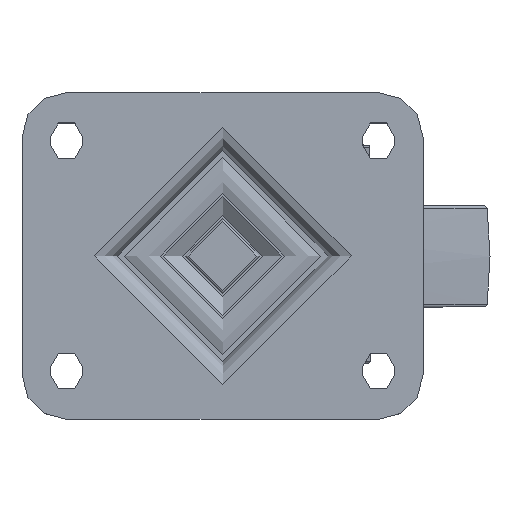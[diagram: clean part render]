
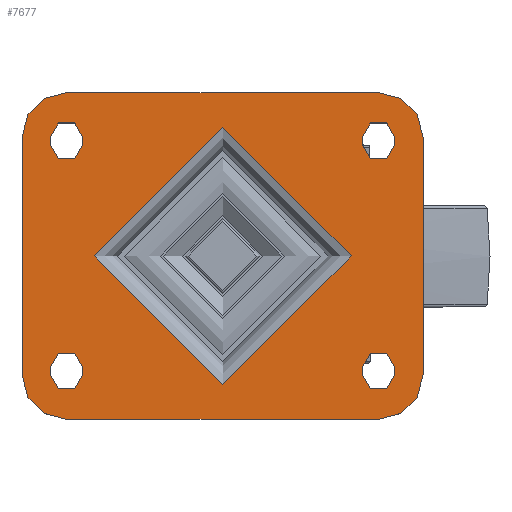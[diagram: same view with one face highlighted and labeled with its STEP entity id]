
A CAD part, top view. The second image highlights one B-rep face of the part: STEP entity #7677.
In plain terms, the highlighted planar face has unit normal (0, 0, 1).
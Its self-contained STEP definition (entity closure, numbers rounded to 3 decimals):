
#448=FACE_BOUND('',#1304,.T.);
#449=FACE_BOUND('',#1305,.T.);
#450=FACE_BOUND('',#1306,.T.);
#451=FACE_BOUND('',#1307,.T.);
#452=FACE_BOUND('',#1308,.T.);
#511=PLANE('',#8373);
#830=FACE_OUTER_BOUND('',#1303,.T.);
#1303=EDGE_LOOP('',(#5355,#5356,#5357,#5358,#5359,#5360,#5361,#5362));
#1304=EDGE_LOOP('',(#5363,#5364,#5365,#5366));
#1305=EDGE_LOOP('',(#5367,#5368,#5369,#5370));
#1306=EDGE_LOOP('',(#5371,#5372,#5373,#5374));
#1307=EDGE_LOOP('',(#5375,#5376,#5377,#5378));
#1308=EDGE_LOOP('',(#5379));
#1844=LINE('',#11548,#2458);
#1845=LINE('',#11552,#2459);
#1846=LINE('',#11556,#2460);
#1847=LINE('',#11559,#2461);
#1848=LINE('',#11562,#2462);
#1849=LINE('',#11566,#2463);
#1850=LINE('',#11570,#2464);
#1851=LINE('',#11574,#2465);
#1852=LINE('',#11578,#2466);
#1853=LINE('',#11582,#2467);
#1854=LINE('',#11586,#2468);
#1855=LINE('',#11590,#2469);
#2458=VECTOR('',#9319,1000.);
#2459=VECTOR('',#9322,1000.);
#2460=VECTOR('',#9325,1000.);
#2461=VECTOR('',#9328,1000.);
#2462=VECTOR('',#9329,1000.);
#2463=VECTOR('',#9332,1000.);
#2464=VECTOR('',#9335,1000.);
#2465=VECTOR('',#9338,1000.);
#2466=VECTOR('',#9341,1000.);
#2467=VECTOR('',#9344,1000.);
#2468=VECTOR('',#9347,1000.);
#2469=VECTOR('',#9350,1000.);
#3073=CIRCLE('',#8342,43.246);
#3096=CIRCLE('',#8374,15.);
#3097=CIRCLE('',#8375,15.);
#3098=CIRCLE('',#8376,15.);
#3099=CIRCLE('',#8377,15.);
#3100=CIRCLE('',#8378,5.5);
#3101=CIRCLE('',#8379,5.5);
#3102=CIRCLE('',#8380,5.5);
#3103=CIRCLE('',#8381,5.5);
#3104=CIRCLE('',#8382,5.5);
#3105=CIRCLE('',#8383,5.5);
#3106=CIRCLE('',#8384,5.5);
#3107=CIRCLE('',#8385,5.5);
#3407=VERTEX_POINT('',#11465);
#3439=VERTEX_POINT('',#11544);
#3440=VERTEX_POINT('',#11545);
#3441=VERTEX_POINT('',#11547);
#3442=VERTEX_POINT('',#11549);
#3443=VERTEX_POINT('',#11551);
#3444=VERTEX_POINT('',#11553);
#3445=VERTEX_POINT('',#11555);
#3446=VERTEX_POINT('',#11557);
#3447=VERTEX_POINT('',#11560);
#3448=VERTEX_POINT('',#11561);
#3449=VERTEX_POINT('',#11563);
#3450=VERTEX_POINT('',#11565);
#3451=VERTEX_POINT('',#11568);
#3452=VERTEX_POINT('',#11569);
#3453=VERTEX_POINT('',#11571);
#3454=VERTEX_POINT('',#11573);
#3455=VERTEX_POINT('',#11576);
#3456=VERTEX_POINT('',#11577);
#3457=VERTEX_POINT('',#11579);
#3458=VERTEX_POINT('',#11581);
#3459=VERTEX_POINT('',#11584);
#3460=VERTEX_POINT('',#11585);
#3461=VERTEX_POINT('',#11587);
#3462=VERTEX_POINT('',#11589);
#4144=EDGE_CURVE('',#3407,#3407,#3073,.T.);
#4181=EDGE_CURVE('',#3439,#3440,#3096,.T.);
#4182=EDGE_CURVE('',#3441,#3440,#1844,.T.);
#4183=EDGE_CURVE('',#3442,#3441,#3097,.T.);
#4184=EDGE_CURVE('',#3443,#3442,#1845,.T.);
#4185=EDGE_CURVE('',#3444,#3443,#3098,.T.);
#4186=EDGE_CURVE('',#3445,#3444,#1846,.T.);
#4187=EDGE_CURVE('',#3445,#3446,#3099,.T.);
#4188=EDGE_CURVE('',#3439,#3446,#1847,.T.);
#4189=EDGE_CURVE('',#3447,#3448,#1848,.T.);
#4190=EDGE_CURVE('',#3448,#3449,#3100,.T.);
#4191=EDGE_CURVE('',#3449,#3450,#1849,.T.);
#4192=EDGE_CURVE('',#3450,#3447,#3101,.T.);
#4193=EDGE_CURVE('',#3451,#3452,#1850,.T.);
#4194=EDGE_CURVE('',#3452,#3453,#3102,.T.);
#4195=EDGE_CURVE('',#3453,#3454,#1851,.T.);
#4196=EDGE_CURVE('',#3454,#3451,#3103,.T.);
#4197=EDGE_CURVE('',#3455,#3456,#1852,.T.);
#4198=EDGE_CURVE('',#3456,#3457,#3104,.T.);
#4199=EDGE_CURVE('',#3457,#3458,#1853,.T.);
#4200=EDGE_CURVE('',#3458,#3455,#3105,.T.);
#4201=EDGE_CURVE('',#3459,#3460,#1854,.T.);
#4202=EDGE_CURVE('',#3460,#3461,#3106,.T.);
#4203=EDGE_CURVE('',#3461,#3462,#1855,.T.);
#4204=EDGE_CURVE('',#3462,#3459,#3107,.T.);
#5355=ORIENTED_EDGE('',*,*,#4181,.T.);
#5356=ORIENTED_EDGE('',*,*,#4182,.F.);
#5357=ORIENTED_EDGE('',*,*,#4183,.F.);
#5358=ORIENTED_EDGE('',*,*,#4184,.F.);
#5359=ORIENTED_EDGE('',*,*,#4185,.F.);
#5360=ORIENTED_EDGE('',*,*,#4186,.F.);
#5361=ORIENTED_EDGE('',*,*,#4187,.T.);
#5362=ORIENTED_EDGE('',*,*,#4188,.F.);
#5363=ORIENTED_EDGE('',*,*,#4189,.T.);
#5364=ORIENTED_EDGE('',*,*,#4190,.T.);
#5365=ORIENTED_EDGE('',*,*,#4191,.T.);
#5366=ORIENTED_EDGE('',*,*,#4192,.T.);
#5367=ORIENTED_EDGE('',*,*,#4193,.T.);
#5368=ORIENTED_EDGE('',*,*,#4194,.T.);
#5369=ORIENTED_EDGE('',*,*,#4195,.T.);
#5370=ORIENTED_EDGE('',*,*,#4196,.T.);
#5371=ORIENTED_EDGE('',*,*,#4197,.T.);
#5372=ORIENTED_EDGE('',*,*,#4198,.T.);
#5373=ORIENTED_EDGE('',*,*,#4199,.T.);
#5374=ORIENTED_EDGE('',*,*,#4200,.T.);
#5375=ORIENTED_EDGE('',*,*,#4201,.T.);
#5376=ORIENTED_EDGE('',*,*,#4202,.T.);
#5377=ORIENTED_EDGE('',*,*,#4203,.T.);
#5378=ORIENTED_EDGE('',*,*,#4204,.T.);
#5379=ORIENTED_EDGE('',*,*,#4144,.F.);
#7677=ADVANCED_FACE('',(#830,#448,#449,#450,#451,#452),#511,.T.);
#8342=AXIS2_PLACEMENT_3D('',#11467,#9239,#9240);
#8373=AXIS2_PLACEMENT_3D('',#11543,#9315,#9316);
#8374=AXIS2_PLACEMENT_3D('',#11546,#9317,#9318);
#8375=AXIS2_PLACEMENT_3D('',#11550,#9320,#9321);
#8376=AXIS2_PLACEMENT_3D('',#11554,#9323,#9324);
#8377=AXIS2_PLACEMENT_3D('',#11558,#9326,#9327);
#8378=AXIS2_PLACEMENT_3D('',#11564,#9330,#9331);
#8379=AXIS2_PLACEMENT_3D('',#11567,#9333,#9334);
#8380=AXIS2_PLACEMENT_3D('',#11572,#9336,#9337);
#8381=AXIS2_PLACEMENT_3D('',#11575,#9339,#9340);
#8382=AXIS2_PLACEMENT_3D('',#11580,#9342,#9343);
#8383=AXIS2_PLACEMENT_3D('',#11583,#9345,#9346);
#8384=AXIS2_PLACEMENT_3D('',#11588,#9348,#9349);
#8385=AXIS2_PLACEMENT_3D('',#11591,#9351,#9352);
#9239=DIRECTION('center_axis',(0.,0.,1.));
#9240=DIRECTION('ref_axis',(-1.,0.,0.));
#9315=DIRECTION('center_axis',(0.,0.,1.));
#9316=DIRECTION('ref_axis',(1.,0.,0.));
#9317=DIRECTION('center_axis',(0.,0.,1.));
#9318=DIRECTION('ref_axis',(-1.,0.,0.));
#9319=DIRECTION('',(-1.,0.,0.));
#9320=DIRECTION('center_axis',(0.,0.,-1.));
#9321=DIRECTION('ref_axis',(1.,0.,0.));
#9322=DIRECTION('',(0.,-1.,0.));
#9323=DIRECTION('center_axis',(0.,0.,-1.));
#9324=DIRECTION('ref_axis',(0.,1.,0.));
#9325=DIRECTION('',(1.,0.,0.));
#9326=DIRECTION('center_axis',(0.,0.,1.));
#9327=DIRECTION('ref_axis',(0.,1.,0.));
#9328=DIRECTION('',(0.,1.,0.));
#9329=DIRECTION('',(0.,-1.,0.));
#9330=DIRECTION('center_axis',(0.,0.,-1.));
#9331=DIRECTION('ref_axis',(1.,0.,0.));
#9332=DIRECTION('',(0.,1.,0.));
#9333=DIRECTION('center_axis',(0.,0.,-1.));
#9334=DIRECTION('ref_axis',(1.,0.,0.));
#9335=DIRECTION('',(0.,1.,0.));
#9336=DIRECTION('center_axis',(0.,0.,-1.));
#9337=DIRECTION('ref_axis',(1.,0.,0.));
#9338=DIRECTION('',(0.,-1.,0.));
#9339=DIRECTION('center_axis',(0.,0.,-1.));
#9340=DIRECTION('ref_axis',(1.,0.,0.));
#9341=DIRECTION('',(0.,-1.,0.));
#9342=DIRECTION('center_axis',(0.,0.,-1.));
#9343=DIRECTION('ref_axis',(-1.,0.,0.));
#9344=DIRECTION('',(0.,1.,0.));
#9345=DIRECTION('center_axis',(0.,0.,-1.));
#9346=DIRECTION('ref_axis',(-1.,0.,0.));
#9347=DIRECTION('',(0.,1.,0.));
#9348=DIRECTION('center_axis',(0.,0.,-1.));
#9349=DIRECTION('ref_axis',(-1.,0.,0.));
#9350=DIRECTION('',(0.,-1.,0.));
#9351=DIRECTION('center_axis',(0.,0.,-1.));
#9352=DIRECTION('ref_axis',(-1.,0.,0.));
#11465=CARTESIAN_POINT('',(43.246,0.,0.));
#11467=CARTESIAN_POINT('Origin',(0.,0.,0.));
#11543=CARTESIAN_POINT('Origin',(0.,0.,0.));
#11544=CARTESIAN_POINT('',(-67.5,-40.,0.));
#11545=CARTESIAN_POINT('',(-52.5,-55.,0.));
#11546=CARTESIAN_POINT('Origin',(-52.5,-40.,0.));
#11547=CARTESIAN_POINT('',(52.5,-55.,0.));
#11548=CARTESIAN_POINT('',(52.5,-55.,0.));
#11549=CARTESIAN_POINT('',(67.5,-40.,0.));
#11550=CARTESIAN_POINT('Origin',(52.5,-40.,0.));
#11551=CARTESIAN_POINT('',(67.5,40.,0.));
#11552=CARTESIAN_POINT('',(67.5,40.,0.));
#11553=CARTESIAN_POINT('',(52.5,55.,0.));
#11554=CARTESIAN_POINT('Origin',(52.5,40.,0.));
#11555=CARTESIAN_POINT('',(-52.5,55.,0.));
#11556=CARTESIAN_POINT('',(-52.5,55.,0.));
#11557=CARTESIAN_POINT('',(-67.5,40.,0.));
#11558=CARTESIAN_POINT('Origin',(-52.5,40.,0.));
#11559=CARTESIAN_POINT('',(-67.5,-40.,0.));
#11560=CARTESIAN_POINT('',(-47.,40.,0.));
#11561=CARTESIAN_POINT('',(-47.,37.5,0.));
#11562=CARTESIAN_POINT('',(-47.,37.5,0.));
#11563=CARTESIAN_POINT('',(-58.,37.5,0.));
#11564=CARTESIAN_POINT('Origin',(-52.5,37.5,0.));
#11565=CARTESIAN_POINT('',(-58.,40.,0.));
#11566=CARTESIAN_POINT('',(-58.,37.5,0.));
#11567=CARTESIAN_POINT('Origin',(-52.5,40.,0.));
#11568=CARTESIAN_POINT('',(-58.,-40.,0.));
#11569=CARTESIAN_POINT('',(-58.,-37.5,0.));
#11570=CARTESIAN_POINT('',(-58.,-37.5,0.));
#11571=CARTESIAN_POINT('',(-47.,-37.5,0.));
#11572=CARTESIAN_POINT('Origin',(-52.5,-37.5,0.));
#11573=CARTESIAN_POINT('',(-47.,-40.,0.));
#11574=CARTESIAN_POINT('',(-47.,-37.5,0.));
#11575=CARTESIAN_POINT('Origin',(-52.5,-40.,0.));
#11576=CARTESIAN_POINT('',(58.,40.,0.));
#11577=CARTESIAN_POINT('',(58.,37.5,0.));
#11578=CARTESIAN_POINT('',(58.,37.5,0.));
#11579=CARTESIAN_POINT('',(47.,37.5,0.));
#11580=CARTESIAN_POINT('Origin',(52.5,37.5,0.));
#11581=CARTESIAN_POINT('',(47.,40.,0.));
#11582=CARTESIAN_POINT('',(47.,37.5,0.));
#11583=CARTESIAN_POINT('Origin',(52.5,40.,0.));
#11584=CARTESIAN_POINT('',(47.,-40.,0.));
#11585=CARTESIAN_POINT('',(47.,-37.5,0.));
#11586=CARTESIAN_POINT('',(47.,-37.5,0.));
#11587=CARTESIAN_POINT('',(58.,-37.5,0.));
#11588=CARTESIAN_POINT('Origin',(52.5,-37.5,0.));
#11589=CARTESIAN_POINT('',(58.,-40.,0.));
#11590=CARTESIAN_POINT('',(58.,-37.5,0.));
#11591=CARTESIAN_POINT('Origin',(52.5,-40.,0.));
